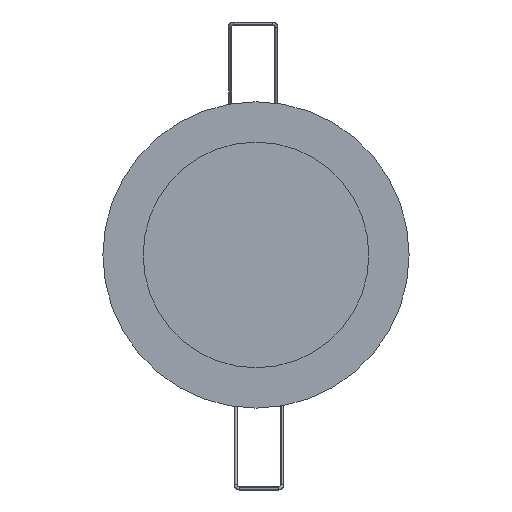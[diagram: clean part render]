
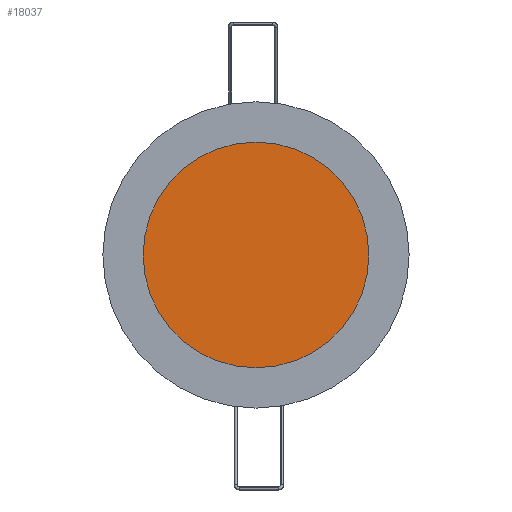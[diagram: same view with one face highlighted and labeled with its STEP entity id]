
A CAD part, front view. The second image highlights one B-rep face of the part: STEP entity #18037.
In plain terms, the highlighted planar face has unit normal (0, -1, 0).
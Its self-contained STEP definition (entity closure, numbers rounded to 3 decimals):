
#3241 = AXIS2_PLACEMENT_3D ( 'NONE', #79805, #26770, #41054 ) ;
#6384 = CARTESIAN_POINT ( 'NONE',  ( -5.793, -2.777, 0. ) ) ;
#11975 = PLANE ( 'NONE',  #37664 ) ;
#14285 = CIRCLE ( 'NONE', #159537, 37.5 ) ;
#18037 = ADVANCED_FACE ( 'NONE', ( #61722 ), #11975, .F. ) ;
#18166 = DIRECTION ( 'NONE',  ( 0., 0., 1. ) ) ;
#20700 = DIRECTION ( 'NONE',  ( 0., 1., 0. ) ) ;
#26770 = DIRECTION ( 'NONE',  ( 0., 1., 0. ) ) ;
#30473 = VERTEX_POINT ( 'NONE', #164218 ) ;
#37664 = AXIS2_PLACEMENT_3D ( 'NONE', #63369, #114792, #38074 ) ;
#38074 = DIRECTION ( 'NONE',  ( 0., 0., 1. ) ) ;
#41054 = DIRECTION ( 'NONE',  ( 0., 0., 1. ) ) ;
#44163 = ORIENTED_EDGE ( 'NONE', *, *, #55672, .F. ) ;
#55672 = EDGE_CURVE ( 'NONE', #30473, #100342, #14285, .T. ) ;
#61722 = FACE_OUTER_BOUND ( 'NONE', #132325, .T. ) ;
#63369 = CARTESIAN_POINT ( 'NONE',  ( -5.793, -2.777, 0. ) ) ;
#68106 = CARTESIAN_POINT ( 'NONE',  ( -5.793, -2.777, -37.5 ) ) ;
#79805 = CARTESIAN_POINT ( 'NONE',  ( -5.793, -2.777, 0. ) ) ;
#100342 = VERTEX_POINT ( 'NONE', #68106 ) ;
#114792 = DIRECTION ( 'NONE',  ( 0., 1., 0. ) ) ;
#121638 = CIRCLE ( 'NONE', #3241, 37.5 ) ;
#132325 = EDGE_LOOP ( 'NONE', ( #143897, #44163 ) ) ;
#143897 = ORIENTED_EDGE ( 'NONE', *, *, #151550, .F. ) ;
#151550 = EDGE_CURVE ( 'NONE', #100342, #30473, #121638, .T. ) ;
#159537 = AXIS2_PLACEMENT_3D ( 'NONE', #6384, #20700, #18166 ) ;
#164218 = CARTESIAN_POINT ( 'NONE',  ( -5.793, -2.777, 37.5 ) ) ;
